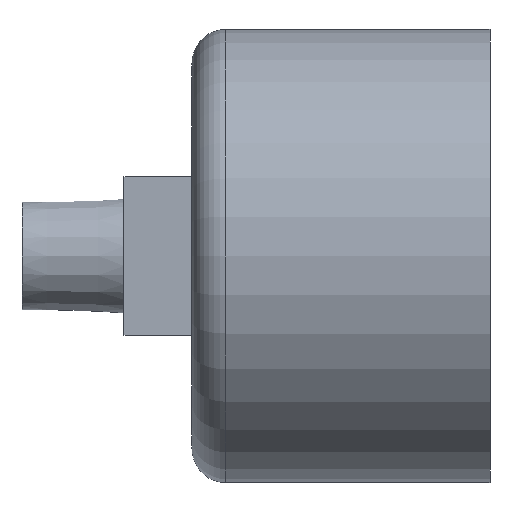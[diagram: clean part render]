
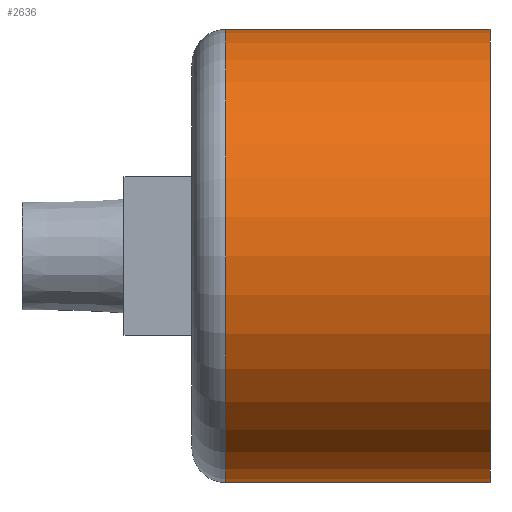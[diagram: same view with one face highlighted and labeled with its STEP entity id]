
A CAD part, front view. The second image highlights one B-rep face of the part: STEP entity #2636.
In plain terms, the highlighted cylindrical face has radius 20 mm (diameter 40 mm), a full revolution.
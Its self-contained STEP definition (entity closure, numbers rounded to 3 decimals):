
#569=VECTOR('',#3392,1.);
#860=LINE('',#4121,#569);
#1098=VERTEX_POINT('',#4119);
#1099=VERTEX_POINT('',#4122);
#1166=CIRCLE('',#2822,20.);
#1167=CIRCLE('',#2824,20.);
#1519=EDGE_CURVE('',#1098,#1098,#1166,.T.);
#1520=EDGE_CURVE('',#1099,#1098,#860,.T.);
#1521=EDGE_CURVE('',#1099,#1099,#1167,.T.);
#2200=ORIENTED_EDGE('',*,*,#1520,.T.);
#2201=ORIENTED_EDGE('',*,*,#1519,.F.);
#2202=ORIENTED_EDGE('',*,*,#1520,.F.);
#2203=ORIENTED_EDGE('',*,*,#1521,.T.);
#2374=EDGE_LOOP('',(#2200,#2201,#2202,#2203));
#2506=FACE_BOUND('',#2374,.T.);
#2636=ADVANCED_FACE('',(#2506),#4180,.T.);
#2822=AXIS2_PLACEMENT_3D('',#4118,#3388,#3389);
#2823=AXIS2_PLACEMENT_3D('',#4120,#3390,#3391);
#2824=AXIS2_PLACEMENT_3D('',#4123,#3393,#3394);
#3388=DIRECTION('',(1.,0.,0.));
#3389=DIRECTION('',(0.,20.,0.));
#3390=DIRECTION('',(-1.,0.,0.));
#3391=DIRECTION('',(0.,20.,0.));
#3392=DIRECTION('',(1.,0.,0.));
#3393=DIRECTION('',(1.,0.,0.));
#3394=DIRECTION('',(0.,20.,0.));
#4118=CARTESIAN_POINT('',(41.3,0.,0.));
#4119=CARTESIAN_POINT('',(41.3,20.,0.));
#4120=CARTESIAN_POINT('',(38.3,0.,0.));
#4121=CARTESIAN_POINT('',(21.,20.,0.));
#4122=CARTESIAN_POINT('',(18.,20.,0.));
#4123=CARTESIAN_POINT('',(18.,0.,0.));
#4180=CYLINDRICAL_SURFACE('',#2823,20.);
